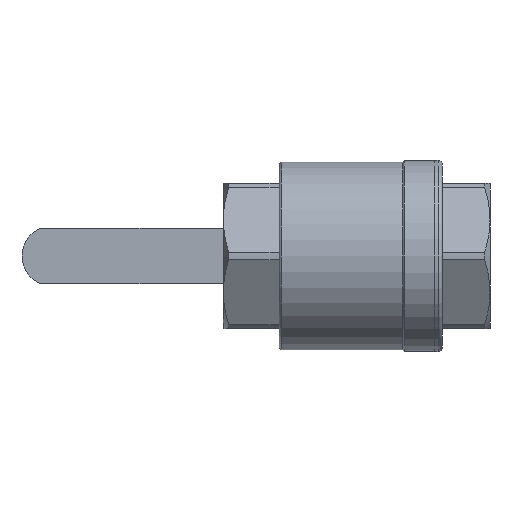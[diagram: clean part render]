
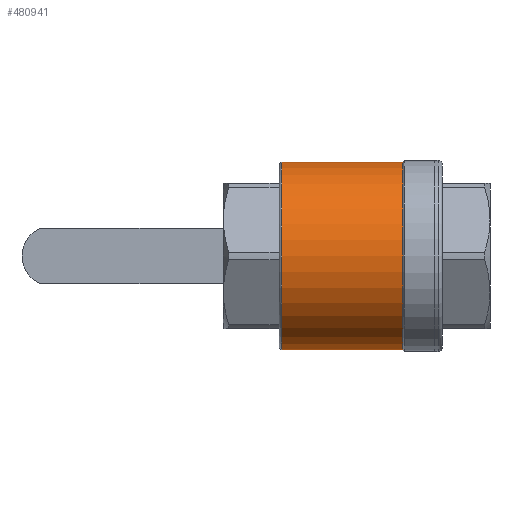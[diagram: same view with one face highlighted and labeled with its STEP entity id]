
A CAD part, front view. The second image highlights one B-rep face of the part: STEP entity #480941.
In plain terms, the highlighted cylindrical face has radius 64.15 mm (diameter 128.3 mm), a partial arc.
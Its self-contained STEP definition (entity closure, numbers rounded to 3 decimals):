
#20260 = EDGE_CURVE ( 'NONE', #561435, #455003, #122007, .T. ) ;
#63068 = CARTESIAN_POINT ( 'NONE',  ( 122.4, 0., 64.15 ) ) ;
#122007 = CIRCLE ( 'NONE', #504162, 64.15 ) ;
#133965 = VECTOR ( 'NONE', #323421, 1000. ) ;
#141874 = DIRECTION ( 'NONE',  ( -1., 0., 0. ) ) ;
#159836 = DIRECTION ( 'NONE',  ( 0., 0., -1. ) ) ;
#167716 = VECTOR ( 'NONE', #141874, 1000. ) ;
#169682 = CYLINDRICAL_SURFACE ( 'NONE', #227858, 64.15 ) ;
#175866 = DIRECTION ( 'NONE',  ( -1., 0., 0. ) ) ;
#182209 = EDGE_CURVE ( 'NONE', #437135, #447165, #333907, .T. ) ;
#204112 = LINE ( 'NONE', #411739, #133965 ) ;
#227858 = AXIS2_PLACEMENT_3D ( 'NONE', #563069, #175866, #405893 ) ;
#251426 = EDGE_LOOP ( 'NONE', ( #393066, #538855, #277361, #265039 ) ) ;
#265039 = ORIENTED_EDGE ( 'NONE', *, *, #20260, .T. ) ;
#277361 = ORIENTED_EDGE ( 'NONE', *, *, #612219, .T. ) ;
#284116 = CARTESIAN_POINT ( 'NONE',  ( 40., 0., -64.15 ) ) ;
#323421 = DIRECTION ( 'NONE',  ( -1., 0., 0. ) ) ;
#333907 = CIRCLE ( 'NONE', #414387, 64.15 ) ;
#369130 = EDGE_CURVE ( 'NONE', #437135, #455003, #601904, .T. ) ;
#371037 = FACE_OUTER_BOUND ( 'NONE', #251426, .T. ) ;
#393066 = ORIENTED_EDGE ( 'NONE', *, *, #369130, .F. ) ;
#405893 = DIRECTION ( 'NONE',  ( 0., 0., 1. ) ) ;
#411739 = CARTESIAN_POINT ( 'NONE',  ( 0., 0., 64.15 ) ) ;
#414387 = AXIS2_PLACEMENT_3D ( 'NONE', #520020, #526214, #425549 ) ;
#425549 = DIRECTION ( 'NONE',  ( 0., 0., 1. ) ) ;
#437135 = VERTEX_POINT ( 'NONE', #521255 ) ;
#447165 = VERTEX_POINT ( 'NONE', #63068 ) ;
#455003 = VERTEX_POINT ( 'NONE', #284116 ) ;
#480941 = ADVANCED_FACE ( 'NONE', ( #371037 ), #169682, .T. ) ;
#504162 = AXIS2_PLACEMENT_3D ( 'NONE', #591186, #537768, #159836 ) ;
#520020 = CARTESIAN_POINT ( 'NONE',  ( 122.4, 0., 0. ) ) ;
#521255 = CARTESIAN_POINT ( 'NONE',  ( 122.4, 0., -64.15 ) ) ;
#526214 = DIRECTION ( 'NONE',  ( -1., 0., 0. ) ) ;
#537768 = DIRECTION ( 'NONE',  ( 1., 0., 0. ) ) ;
#538855 = ORIENTED_EDGE ( 'NONE', *, *, #182209, .T. ) ;
#559863 = CARTESIAN_POINT ( 'NONE',  ( 40., 0., 64.15 ) ) ;
#561435 = VERTEX_POINT ( 'NONE', #559863 ) ;
#563069 = CARTESIAN_POINT ( 'NONE',  ( 0., 0., 0. ) ) ;
#573233 = CARTESIAN_POINT ( 'NONE',  ( 0., 0., -64.15 ) ) ;
#591186 = CARTESIAN_POINT ( 'NONE',  ( 40., 0., 0. ) ) ;
#601904 = LINE ( 'NONE', #573233, #167716 ) ;
#612219 = EDGE_CURVE ( 'NONE', #447165, #561435, #204112, .T. ) ;
